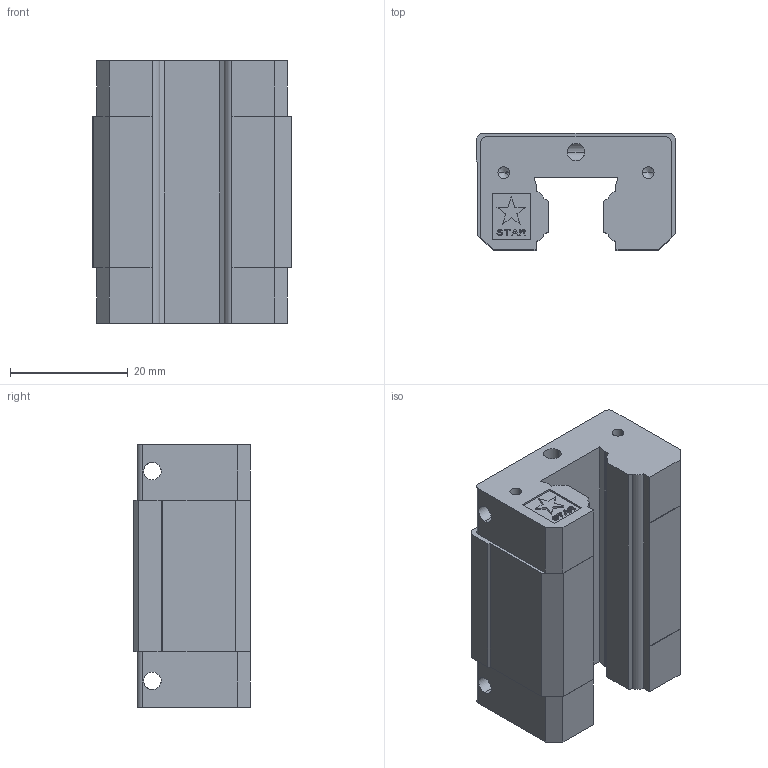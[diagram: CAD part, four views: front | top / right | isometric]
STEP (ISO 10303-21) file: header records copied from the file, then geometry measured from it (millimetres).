
FILE_DESCRIPTION (( 'STEP AP214' ), '1' );
FILE_NAME ('Rexroth-Runner-Block-R166611420.step', '2020-07-02T09:34:41', ( '' ), ( '' ), 'SwSTEP 2.0', 'SolidWorks 2010', '' );
FILE_SCHEMA (( 'AUTOMOTIVE_DESIGN' ));
Length unit declared in the file: millimetre
Products named in the file (1): Rexroth-Runner-Block-R166611420
Bounding box: 34 x 19.9 x 44.7 mm (x, y, z)
Volume: 21853.1 mm3; surface area: 7872.8 mm2
Topology: 1 solids, 1 shells, 326 faces, 918 edges, 602 vertices
Faces by surface type: plane 286, cylinder 28, cone 12
Entity records: 10304 total; most frequent: CARTESIAN_POINT 1859, ORIENTED_EDGE 1812, DIRECTION 1604, EDGE_CURVE 906, LINE 846, VECTOR 846, VERTEX_POINT 602, AXIS2_PLACEMENT_3D 379
